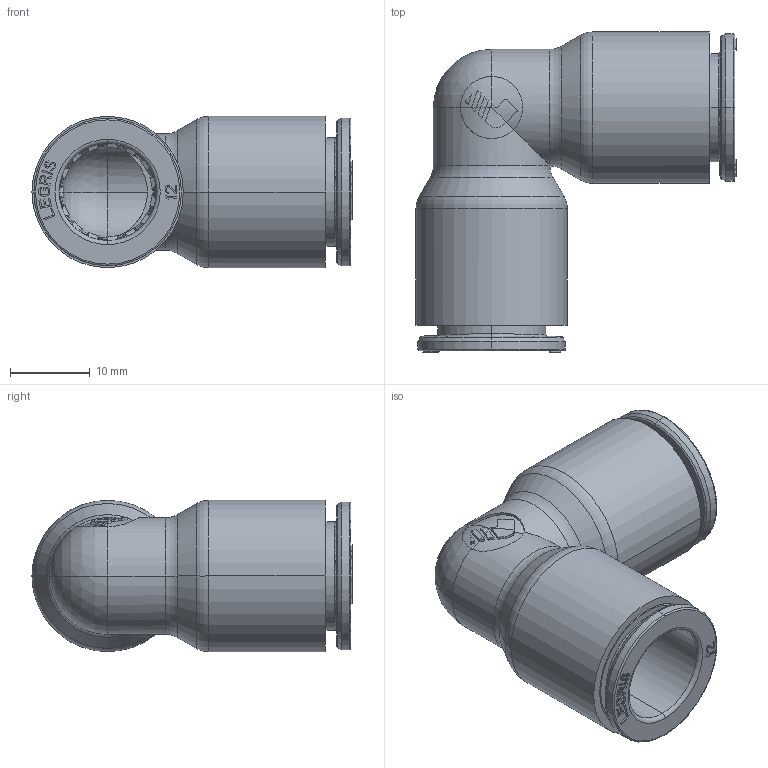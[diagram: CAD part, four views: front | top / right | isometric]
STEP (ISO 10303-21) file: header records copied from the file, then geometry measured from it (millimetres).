
FILE_DESCRIPTION(('STEP AP214'),'1');
FILE_NAME('6802_12_00.stp','2016-07-07T14:39:36',('TraceParts'),('TraceParts S.A.'),'Spatial InterOp 3D',' ',' ');
FILE_SCHEMA(('automotive_design'));
Length unit declared in the file: millimetre
Products named in the file (11): V802-12-00_ASM|Next assembly relationship#44112-19_ASM|Next assembly relationship#44112-21_ASM|Next assembly relationship#44112-32;44112-32; V802-12-00_ASM|Next assembly relationship#44112-19_ASM|Next assembly relationship#44112-21_ASM|Next assembly relationship#44112-30;44112-30; V802-12-00_ASM|Next assembly relationship#44112-19_ASM|Next assembly relationship#44112-21_ASM|Next assembly relationship#44112;44112; V802-12-00_ASM|Next assembly relationship#44112-19_ASM|Next assembly relationship#44112-40;44112-40; V802-12-00_ASM|Next assembly relationship#44522-02;44522-02; V802-12-00_ASM|Next assembly relationship#44112-11-10-ASM;44112-11-10-ASM
Bounding box: 40.14 x 40.14 x 18.98 mm (x, y, z)
Volume: 7080 mm3; surface area: 12482.6 mm2
Topology: 11 solids, 11 shells, 1262 faces, 3179 edges, 1966 vertices
Faces by surface type: plane 459, cylinder 228, torus 206, bspline 180, cone 176, sphere 13
Entity records: 48170 total; most frequent: CARTESIAN_POINT 18609, ORIENTED_EDGE 6342, DIRECTION 5831, EDGE_CURVE 3171, AXIS2_PLACEMENT_3D 2082, VERTEX_POINT 1966, LINE 1667, VECTOR 1667
